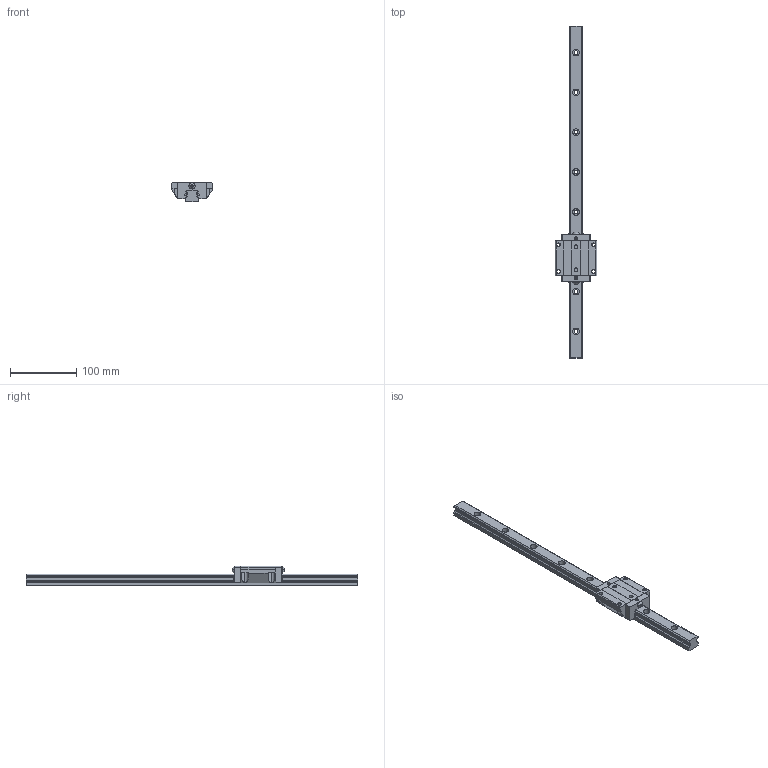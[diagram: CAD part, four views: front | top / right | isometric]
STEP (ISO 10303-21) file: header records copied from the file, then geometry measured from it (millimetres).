
FILE_DESCRIPTION(('STEP AP214'),'1');
FILE_NAME('kuse20-w1-v1-g2_500-40_40.stp','2024-09-27T12:42:03',('TraceParts'),('TraceParts S.A.'),'Spatial InterOp 3D',' ',' ');
FILE_SCHEMA(('AUTOMOTIVE_DESIGN { 1 0 10303 214 1 1 1 1 }'));
Length unit declared in the file: millimetre
Products named in the file (1): kuse20-w1-v1-g2_500-40_40_1
Bounding box: 63 x 500 x 30 mm (x, y, z)
Volume: 223051.7 mm3; surface area: 65189.9 mm2
Topology: 8 solids, 8 shells, 316 faces, 814 edges, 532 vertices
Faces by surface type: plane 142, cylinder 130, cone 28, torus 16
Entity records: 12322 total; most frequent: DIRECTION 1790, CARTESIAN_POINT 1668, ORIENTED_EDGE 1628, EDGE_CURVE 814, AXIS2_PLACEMENT_3D 654, VERTEX_POINT 532, LINE 482, VECTOR 482
